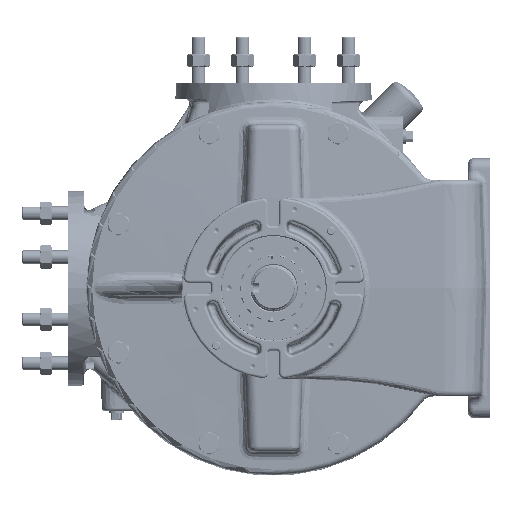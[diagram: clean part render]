
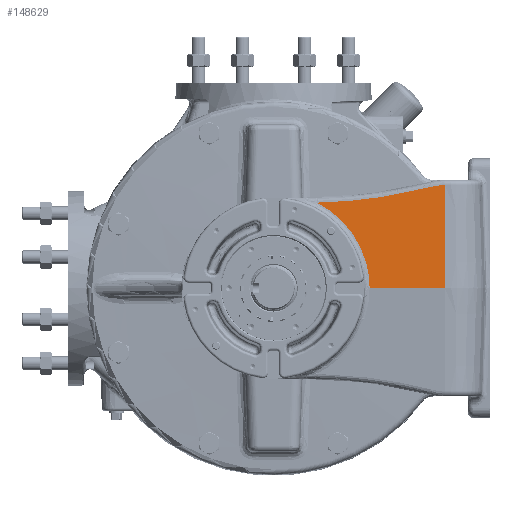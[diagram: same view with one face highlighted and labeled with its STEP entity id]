
A CAD part, left-side view. The second image highlights one B-rep face of the part: STEP entity #148629.
In plain terms, the highlighted planar face has unit normal (-0.999, 0, 0.035).
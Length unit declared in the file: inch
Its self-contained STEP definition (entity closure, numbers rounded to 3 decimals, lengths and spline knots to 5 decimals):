
#12559 = EDGE_CURVE ( 'NONE', #216539, #235943, #110383, .T. ) ;
#14489 = DIRECTION ( 'NONE',  ( -0.999, 0., 0.035 ) ) ;
#36929 = VECTOR ( 'NONE', #224165, 39.37008 ) ;
#45934 = CARTESIAN_POINT ( 'NONE',  ( -13.68002, -4.43662, 1.71755 ) ) ;
#48623 = CARTESIAN_POINT ( 'NONE',  ( -13.74, -7.91048, 0. ) ) ;
#51506 = CARTESIAN_POINT ( 'NONE',  ( -13.59199, -5.57532, 4.23839 ) ) ;
#65852 = CARTESIAN_POINT ( 'NONE',  ( -13.57632, -7.31345, 4.68725 ) ) ;
#71188 = CARTESIAN_POINT ( 'NONE',  ( -13.60192, -2.0023, 3.95415 ) ) ;
#78617 = VECTOR ( 'NONE', #121142, 39.37008 ) ;
#88139 = VERTEX_POINT ( 'NONE', #346017 ) ;
#92886 = VERTEX_POINT ( 'NONE', #99729 ) ;
#98231 = ORIENTED_EDGE ( 'NONE', *, *, #12559, .T. ) ;
#99729 = CARTESIAN_POINT ( 'NONE',  ( -13.57632, -7.31345, 4.68725 ) ) ;
#108052 = LINE ( 'NONE', #197221, #36929 ) ;
#109895 =( BOUNDED_CURVE ( )  B_SPLINE_CURVE ( 3, ( #211940, #51506, #292752, #132223 ),
 .UNSPECIFIED., .F., .F. ) 
 B_SPLINE_CURVE_WITH_KNOTS ( ( 4, 4 ),
 ( 6.03046, 6.26158 ),
 .UNSPECIFIED. ) 
 CURVE ( )  GEOMETRIC_REPRESENTATION_ITEM ( )  RATIONAL_B_SPLINE_CURVE ( ( 1., 0.996, 0.996, 1. ) ) 
 REPRESENTATION_ITEM ( '' )  );
#110383 =( BOUNDED_CURVE ( )  B_SPLINE_CURVE ( 3, ( #341090, #233230, #45934, #180489 ),
 .UNSPECIFIED., .F., .T. ) 
 B_SPLINE_CURVE_WITH_KNOTS ( ( 4, 4 ),
 ( 3.60944, 4.71042 ),
 .UNSPECIFIED. ) 
 CURVE ( )  GEOMETRIC_REPRESENTATION_ITEM ( )  RATIONAL_B_SPLINE_CURVE ( ( 1., 0.902, 0.902, 1. ) ) 
 REPRESENTATION_ITEM ( '' )  );
#118675 = ORIENTED_EDGE ( 'NONE', *, *, #200844, .T. ) ;
#121142 = DIRECTION ( 'NONE',  ( 0., -1., 0. ) ) ;
#132223 = CARTESIAN_POINT ( 'NONE',  ( -13.60192, -2.0023, 3.95415 ) ) ;
#148629 = ADVANCED_FACE ( 'NONE', ( #251825 ), #227546, .T. ) ;
#148649 =( BOUNDED_CURVE ( )  B_SPLINE_CURVE ( 3, ( #172258, #332836, #226194, #65852 ),
 .UNSPECIFIED., .F., .F. ) 
 B_SPLINE_CURVE_WITH_KNOTS ( ( 4, 4 ),
 ( 3.14159, 3.39432 ),
 .UNSPECIFIED. ) 
 CURVE ( )  GEOMETRIC_REPRESENTATION_ITEM ( )  RATIONAL_B_SPLINE_CURVE ( ( 1., 0.995, 0.995, 1. ) ) 
 REPRESENTATION_ITEM ( '' )  );
#149659 = LINE ( 'NONE', #280603, #78617 ) ;
#150927 = EDGE_CURVE ( 'NONE', #235943, #193789, #149659, .T. ) ;
#162760 = LINE ( 'NONE', #324635, #234046 ) ;
#172258 = CARTESIAN_POINT ( 'NONE',  ( -13.57382, -7.87604, 4.75872 ) ) ;
#174798 = CARTESIAN_POINT ( 'NONE',  ( -13.74, 0., 0. ) ) ;
#180489 = CARTESIAN_POINT ( 'NONE',  ( -13.74, -4.43999, 0. ) ) ;
#182111 = EDGE_LOOP ( 'NONE', ( #118675, #98231, #234849, #332479, #221523, #211041 ) ) ;
#188882 = VERTEX_POINT ( 'NONE', #236434 ) ;
#192341 = CARTESIAN_POINT ( 'NONE',  ( -13.74, -4.43999, 0. ) ) ;
#193789 = VERTEX_POINT ( 'NONE', #48623 ) ;
#197221 = CARTESIAN_POINT ( 'NONE',  ( -13.57382, 0., 4.75872 ) ) ;
#200844 = EDGE_CURVE ( 'NONE', #92886, #216539, #109895, .T. ) ;
#201754 = DIRECTION ( 'NONE',  ( 0.035, 0., 0.999 ) ) ;
#204986 = EDGE_CURVE ( 'NONE', #88139, #92886, #148649, .T. ) ;
#211041 = ORIENTED_EDGE ( 'NONE', *, *, #204986, .T. ) ;
#211940 = CARTESIAN_POINT ( 'NONE',  ( -13.57632, -7.31345, 4.68725 ) ) ;
#216539 = VERTEX_POINT ( 'NONE', #71188 ) ;
#218022 = DIRECTION ( 'NONE',  ( -0.035, 0., -0.999 ) ) ;
#221523 = ORIENTED_EDGE ( 'NONE', *, *, #296918, .T. ) ;
#224165 = DIRECTION ( 'NONE',  ( 0., 1., 0. ) ) ;
#226194 = CARTESIAN_POINT ( 'NONE',  ( -13.57466, -7.49746, 4.73477 ) ) ;
#227546 = PLANE ( 'NONE',  #337676 ) ;
#233230 = CARTESIAN_POINT ( 'NONE',  ( -13.62897, -3.53528, 3.17959 ) ) ;
#234046 = VECTOR ( 'NONE', #218022, 39.37008 ) ;
#234849 = ORIENTED_EDGE ( 'NONE', *, *, #150927, .T. ) ;
#235943 = VERTEX_POINT ( 'NONE', #192341 ) ;
#236434 = CARTESIAN_POINT ( 'NONE',  ( -13.57382, -7.91048, 4.75872 ) ) ;
#251825 = FACE_OUTER_BOUND ( 'NONE', #182111, .T. ) ;
#277270 = EDGE_CURVE ( 'NONE', #188882, #193789, #162760, .T. ) ;
#280603 = CARTESIAN_POINT ( 'NONE',  ( -13.74, 0., 0. ) ) ;
#292752 = CARTESIAN_POINT ( 'NONE',  ( -13.60056, -3.79703, 3.99293 ) ) ;
#296918 = EDGE_CURVE ( 'NONE', #188882, #88139, #108052, .T. ) ;
#324635 = CARTESIAN_POINT ( 'NONE',  ( -13.74, -7.91048, 0. ) ) ;
#332479 = ORIENTED_EDGE ( 'NONE', *, *, #277270, .F. ) ;
#332836 = CARTESIAN_POINT ( 'NONE',  ( -13.57382, -7.68599, 4.75872 ) ) ;
#337676 = AXIS2_PLACEMENT_3D ( 'NONE', #174798, #14489, #201754 ) ;
#341090 = CARTESIAN_POINT ( 'NONE',  ( -13.60192, -2.0023, 3.95415 ) ) ;
#346017 = CARTESIAN_POINT ( 'NONE',  ( -13.57382, -7.87604, 4.75872 ) ) ;
